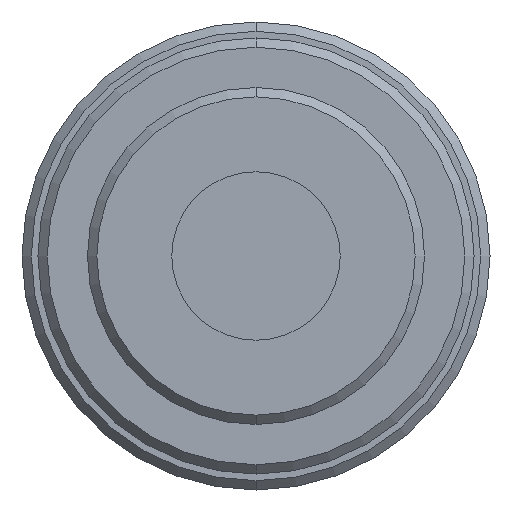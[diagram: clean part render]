
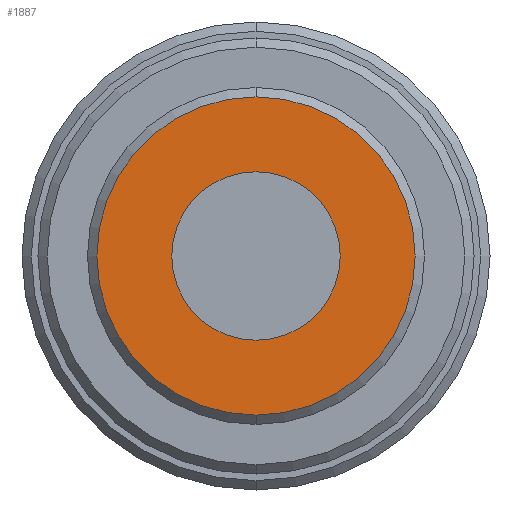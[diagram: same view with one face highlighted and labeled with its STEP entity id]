
A CAD part, front view. The second image highlights one B-rep face of the part: STEP entity #1887.
In plain terms, the highlighted planar face has unit normal (0, -1, 0).
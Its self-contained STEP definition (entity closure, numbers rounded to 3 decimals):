
#257 = AXIS2_PLACEMENT_3D ( 'NONE', #455, #375, #368 ) ;
#279 = AXIS2_PLACEMENT_3D ( 'NONE', #1594, #1593, #1592 ) ;
#368 = DIRECTION ( 'NONE',  ( 0., 0., -1. ) ) ;
#375 = DIRECTION ( 'NONE',  ( 0., -1., 0. ) ) ;
#383 = EDGE_LOOP ( 'NONE', ( #924, #949 ) ) ;
#451 = EDGE_LOOP ( 'NONE', ( #988, #953 ) ) ;
#455 = CARTESIAN_POINT ( 'NONE',  ( 0., 0., 0. ) ) ;
#552 = CARTESIAN_POINT ( 'NONE',  ( 0., 0., 8.5 ) ) ;
#618 = CARTESIAN_POINT ( 'NONE',  ( 0., 0., -8.5 ) ) ;
#621 = CARTESIAN_POINT ( 'NONE',  ( 0., 0., -4.5 ) ) ;
#622 = CARTESIAN_POINT ( 'NONE',  ( 0., 0., 4.5 ) ) ;
#924 = ORIENTED_EDGE ( 'NONE', *, *, #1841, .F. ) ;
#942 = VERTEX_POINT ( 'NONE', #552 ) ;
#949 = ORIENTED_EDGE ( 'NONE', *, *, #1886, .F. ) ;
#953 = ORIENTED_EDGE ( 'NONE', *, *, #1862, .T. ) ;
#958 = VERTEX_POINT ( 'NONE', #618 ) ;
#960 = VERTEX_POINT ( 'NONE', #621 ) ;
#961 = VERTEX_POINT ( 'NONE', #622 ) ;
#988 = ORIENTED_EDGE ( 'NONE', *, *, #1963, .T. ) ;
#1182 = DIRECTION ( 'NONE',  ( 0., 0., 1. ) ) ;
#1183 = DIRECTION ( 'NONE',  ( 0., -1., 0. ) ) ;
#1184 = CARTESIAN_POINT ( 'NONE',  ( 0., 0., 0. ) ) ;
#1491 = DIRECTION ( 'NONE',  ( 0., 0., 1. ) ) ;
#1492 = DIRECTION ( 'NONE',  ( 0., 1., 0. ) ) ;
#1494 = CARTESIAN_POINT ( 'NONE',  ( 0., 0., 0. ) ) ;
#1497 = PLANE ( 'NONE',  #2138 ) ;
#1499 = DIRECTION ( 'NONE',  ( 0., 0., -1. ) ) ;
#1500 = DIRECTION ( 'NONE',  ( 0., -1., 0. ) ) ;
#1501 = CARTESIAN_POINT ( 'NONE',  ( 0., 0., 0. ) ) ;
#1592 = DIRECTION ( 'NONE',  ( 0., 0., 1. ) ) ;
#1593 = DIRECTION ( 'NONE',  ( 0., -1., 0. ) ) ;
#1594 = CARTESIAN_POINT ( 'NONE',  ( 0., 0., 0. ) ) ;
#1734 = CIRCLE ( 'NONE', #2161, 8.5 ) ;
#1764 = CIRCLE ( 'NONE', #2145, 4.5 ) ;
#1775 = CIRCLE ( 'NONE', #279, 8.5 ) ;
#1788 = CIRCLE ( 'NONE', #257, 4.5 ) ;
#1841 = EDGE_CURVE ( 'NONE', #960, #961, #1788, .T. ) ;
#1862 = EDGE_CURVE ( 'NONE', #958, #942, #1775, .T. ) ;
#1886 = EDGE_CURVE ( 'NONE', #961, #960, #1764, .T. ) ;
#1887 = ADVANCED_FACE ( 'NONE', ( #2116, #2147 ), #1497, .F. ) ;
#1963 = EDGE_CURVE ( 'NONE', #942, #958, #1734, .T. ) ;
#2116 = FACE_BOUND ( 'NONE', #383, .T. ) ;
#2138 = AXIS2_PLACEMENT_3D ( 'NONE', #1494, #1492, #1491 ) ;
#2145 = AXIS2_PLACEMENT_3D ( 'NONE', #1501, #1500, #1499 ) ;
#2147 = FACE_OUTER_BOUND ( 'NONE', #451, .T. ) ;
#2161 = AXIS2_PLACEMENT_3D ( 'NONE', #1184, #1183, #1182 ) ;
